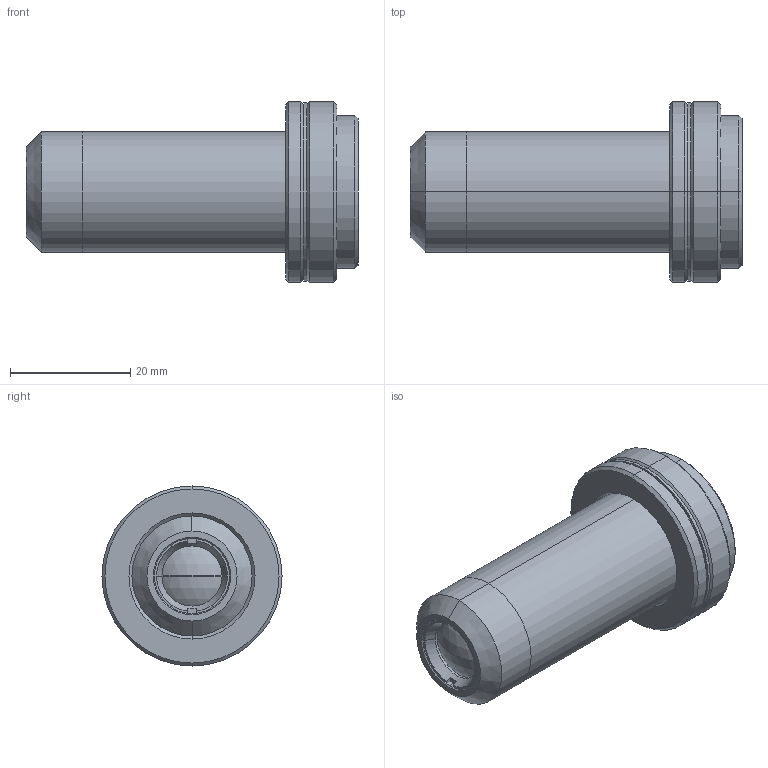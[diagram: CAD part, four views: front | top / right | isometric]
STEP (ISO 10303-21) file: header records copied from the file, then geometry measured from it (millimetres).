
FILE_DESCRIPTION (( 'STEP AP203' ), '1' );
FILE_NAME ('DP32347-A_MC3M100X.step', '2023-03-08T09:55:12', ( '' ), ( '' ), 'SwSTEP 2.0', 'SolidWorks 2021', '' );
FILE_SCHEMA (( 'CONFIG_CONTROL_DESIGN' ));
Length unit declared in the file: millimetre
Products named in the file (1): DP32347-A_MC3M100X
Bounding box: 55.33 x 30 x 30 mm (x, y, z)
Surface area: 7362.6 mm2 (no closed solid volume)
Topology: 0 solids, 9 shells, 65 faces, 160 edges, 104 vertices
Faces by surface type: cone 24, cylinder 22, plane 17, sphere 2
Entity records: 2015 total; most frequent: DIRECTION 386, CARTESIAN_POINT 342, ORIENTED_EDGE 274, AXIS2_PLACEMENT_3D 164, EDGE_CURVE 160, VERTEX_POINT 104, CIRCLE 98, EDGE_LOOP 74
